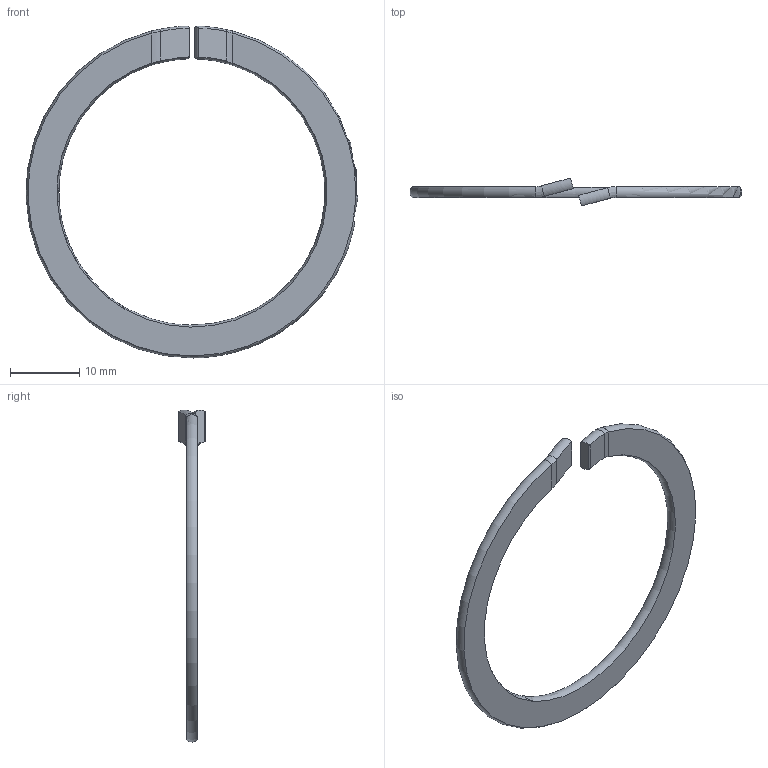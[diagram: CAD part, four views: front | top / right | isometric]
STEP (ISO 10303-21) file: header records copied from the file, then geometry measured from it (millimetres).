
FILE_DESCRIPTION((''),'2;1');
FILE_NAME('CP-M0803_1','2018-10-18T',('OrionLi'),(''),'PRO/ENGINEER BY PARAMETRIC TECHNOLOGY CORPORATION, 2016360','PRO/ENGINEER BY PARAMETRIC TECHNOLOGY CORPORATION, 2016360','');
FILE_SCHEMA(('CONFIG_CONTROL_DESIGN'));
Length unit declared in the file: millimetre
Products named in the file (1): CP-M0803_1
Bounding box: 47.86 x 3.93 x 47.89 mm (x, y, z)
Volume: 965.6 mm3; surface area: 1596.9 mm2
Topology: 1 solids, 1 shells, 24 faces, 68 edges, 46 vertices
Faces by surface type: plane 8, cylinder 6, torus 6, bspline 4
Entity records: 993 total; most frequent: CARTESIAN_POINT 391, ORIENTED_EDGE 136, DIRECTION 90, EDGE_CURVE 68, VERTEX_POINT 46, AXIS2_PLACEMENT_3D 38, B_SPLINE_CURVE_WITH_KNOTS 36, EDGE_LOOP 24
